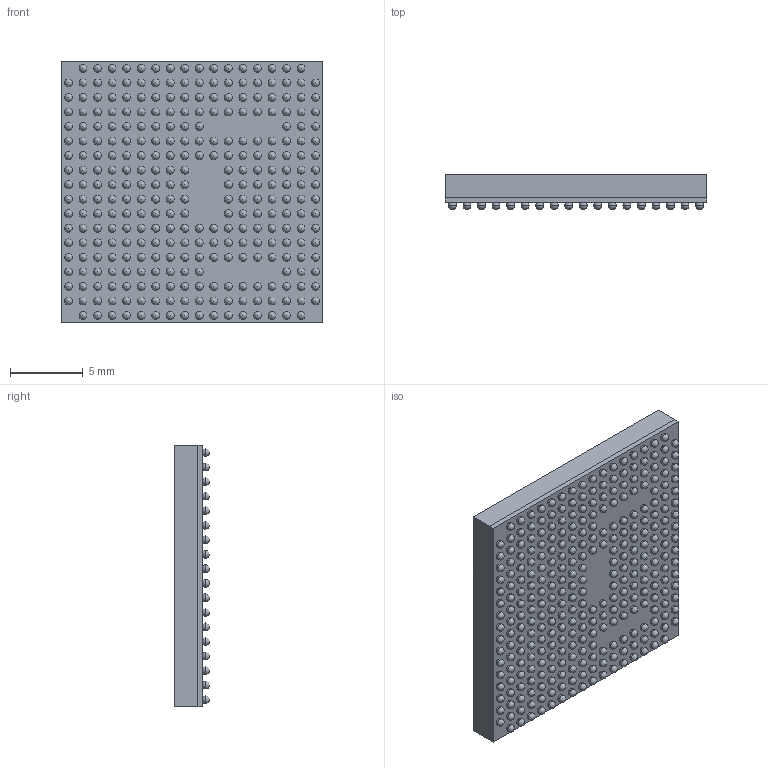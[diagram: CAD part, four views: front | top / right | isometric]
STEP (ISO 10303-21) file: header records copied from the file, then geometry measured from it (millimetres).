
FILE_DESCRIPTION (( 'STEP AP214' ), '1' );
FILE_NAME ('OSD32MP157C-512M-BAA.STEP', '2021-06-11T12:43:51', ( '' ), ( '' ), 'SwSTEP 2.0', 'SolidWorks 2017', '' );
FILE_SCHEMA (( 'AUTOMOTIVE_DESIGN' ));
Length unit declared in the file: millimetre
Products named in the file (1): OSD32MP157C-512M-BAA
Bounding box: 18 x 2.4 x 18 mm (x, y, z)
Volume: 652 mm3; surface area: 1707.8 mm2
Topology: 305 solids, 305 shells, 925 faces, 2452 edges, 1836 vertices
Faces by surface type: sphere 604, plane 317, cylinder 4
Entity records: 24388 total; most frequent: DIRECTION 4312, CARTESIAN_POINT 3402, ORIENTED_EDGE 2488, AXIS2_PLACEMENT_3D 2142, EDGE_CURVE 1244, VERTEX_POINT 1232, EDGE_LOOP 1228, CIRCLE 1216
